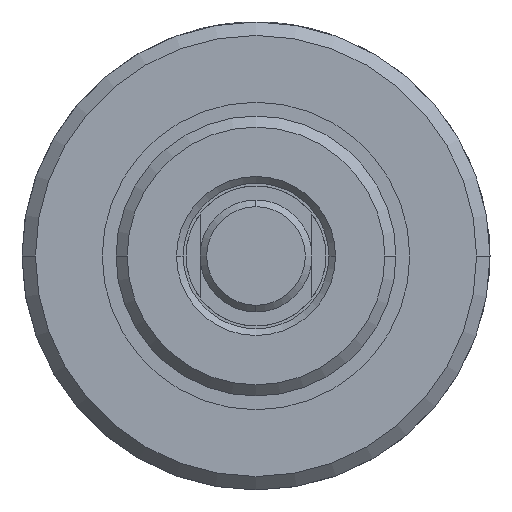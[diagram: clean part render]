
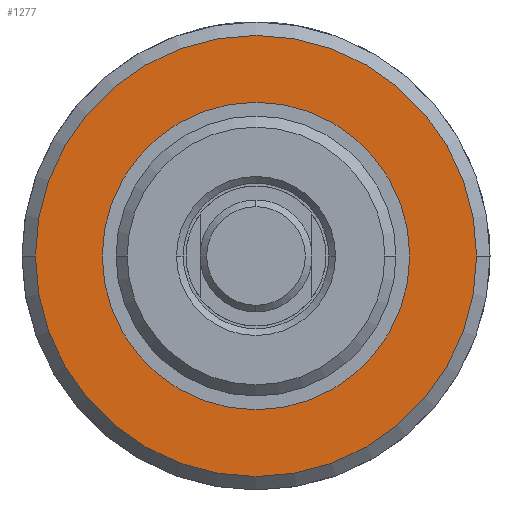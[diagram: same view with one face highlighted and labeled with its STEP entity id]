
A CAD part, left-side view. The second image highlights one B-rep face of the part: STEP entity #1277.
In plain terms, the highlighted planar face has unit normal (-1, 0, 0).
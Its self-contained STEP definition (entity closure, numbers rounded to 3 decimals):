
#256 = CARTESIAN_POINT ( 'NONE',  ( 20.574, 0., 25.019 ) ) ;
#349 = EDGE_CURVE ( 'NONE', #1373, #818, #5333, .T. ) ;
#420 = EDGE_CURVE ( 'NONE', #3876, #3042, #3334, .T. ) ;
#466 = ORIENTED_EDGE ( 'NONE', *, *, #349, .F. ) ;
#818 = VERTEX_POINT ( 'NONE', #1857 ) ;
#858 = CARTESIAN_POINT ( 'NONE',  ( 20.574, 0., 0. ) ) ;
#906 = DIRECTION ( 'NONE',  ( 0., 0., -1. ) ) ;
#989 = DIRECTION ( 'NONE',  ( 0., 0., -1. ) ) ;
#1080 = EDGE_LOOP ( 'NONE', ( #466, #3210 ) ) ;
#1189 = DIRECTION ( 'NONE',  ( 1., 0., 0. ) ) ;
#1277 = ADVANCED_FACE ( 'NONE', ( #1826, #3537 ), #5232, .F. ) ;
#1373 = VERTEX_POINT ( 'NONE', #256 ) ;
#1405 = CARTESIAN_POINT ( 'NONE',  ( 20.574, 0., 0. ) ) ;
#1492 = AXIS2_PLACEMENT_3D ( 'NONE', #5174, #4206, #906 ) ;
#1772 = CARTESIAN_POINT ( 'NONE',  ( 20.574, 0., 17.437 ) ) ;
#1826 = FACE_OUTER_BOUND ( 'NONE', #1080, .T. ) ;
#1830 = ORIENTED_EDGE ( 'NONE', *, *, #420, .T. ) ;
#1857 = CARTESIAN_POINT ( 'NONE',  ( 20.574, 0., -25.019 ) ) ;
#1860 = CIRCLE ( 'NONE', #1492, 17.437 ) ;
#1897 = CARTESIAN_POINT ( 'NONE',  ( 20.574, 0., 0. ) ) ;
#1966 = CARTESIAN_POINT ( 'NONE',  ( 20.574, 0., 0. ) ) ;
#2002 = AXIS2_PLACEMENT_3D ( 'NONE', #858, #3909, #2558 ) ;
#2558 = DIRECTION ( 'NONE',  ( 0., 0., -1. ) ) ;
#2794 = DIRECTION ( 'NONE',  ( 0., 0., -1. ) ) ;
#3042 = VERTEX_POINT ( 'NONE', #1772 ) ;
#3092 = EDGE_CURVE ( 'NONE', #3042, #3876, #1860, .T. ) ;
#3120 = DIRECTION ( 'NONE',  ( 1., 0., 0. ) ) ;
#3183 = ORIENTED_EDGE ( 'NONE', *, *, #3092, .T. ) ;
#3201 = AXIS2_PLACEMENT_3D ( 'NONE', #1897, #3218, #2794 ) ;
#3210 = ORIENTED_EDGE ( 'NONE', *, *, #5492, .F. ) ;
#3218 = DIRECTION ( 'NONE',  ( 1., 0., 0. ) ) ;
#3334 = CIRCLE ( 'NONE', #4038, 17.437 ) ;
#3537 = FACE_BOUND ( 'NONE', #3694, .T. ) ;
#3694 = EDGE_LOOP ( 'NONE', ( #1830, #3183 ) ) ;
#3876 = VERTEX_POINT ( 'NONE', #5059 ) ;
#3909 = DIRECTION ( 'NONE',  ( 1., 0., 0. ) ) ;
#4038 = AXIS2_PLACEMENT_3D ( 'NONE', #1966, #1189, #5349 ) ;
#4206 = DIRECTION ( 'NONE',  ( 1., 0., 0. ) ) ;
#4415 = CIRCLE ( 'NONE', #2002, 25.019 ) ;
#4435 = AXIS2_PLACEMENT_3D ( 'NONE', #1405, #3120, #989 ) ;
#5059 = CARTESIAN_POINT ( 'NONE',  ( 20.574, 0., -17.437 ) ) ;
#5174 = CARTESIAN_POINT ( 'NONE',  ( 20.574, 0., 0. ) ) ;
#5232 = PLANE ( 'NONE',  #4435 ) ;
#5333 = CIRCLE ( 'NONE', #3201, 25.019 ) ;
#5349 = DIRECTION ( 'NONE',  ( 0., 0., -1. ) ) ;
#5492 = EDGE_CURVE ( 'NONE', #818, #1373, #4415, .T. ) ;
